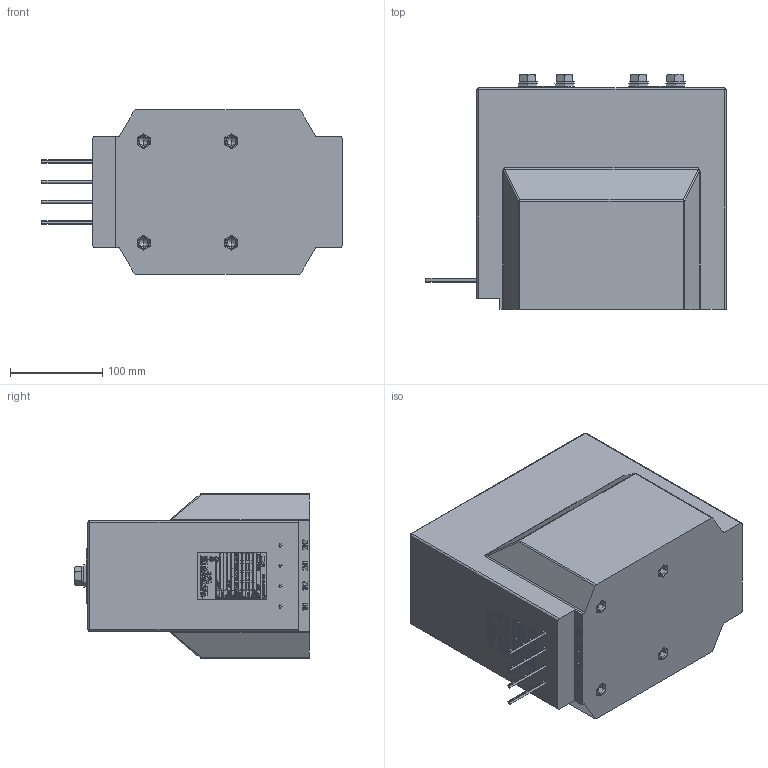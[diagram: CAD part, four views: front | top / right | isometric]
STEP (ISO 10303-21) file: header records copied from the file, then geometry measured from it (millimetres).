
FILE_DESCRIPTION (( 'STEP AP214' ), '1' );
FILE_NAME ('ﾒﾋﾊ-ﾑﾒ-10-14 (5ﾀ-1500ﾀ).STEP', '2023-06-27T06:32:44', ( '' ), ( '' ), 'SwSTEP 2.0', 'SolidWorks 2014', '' );
FILE_SCHEMA (( 'AUTOMOTIVE_DESIGN' ));
Length unit declared in the file: millimetre
Products named in the file (70): ﾘ琺矜 12.01.016 ﾃﾎﾑﾒ11371-70 (DIN125A); hex screw gradec_din; plain washer hardened grade a_din_Washer DIN 125 - A 6.4 - 300HV; ïðîâîä^Êîïèÿ Ñáîðêà3_ÈÁËÒ.671213.019-01 ÒËÊ-ÑÒ-10-7; hex screw gradec_din_ISO 4018 - M6 x 12-NN; 2,5-6-刳-0,3 襞旂 22021-82 蝂麔; Áîëò Ì12õ30.58.019 ÃÎÑÒ7805-70 (DIN933); Íàêîíå÷íèê ñ ïðîâîäîì; .006 侲膰翴籦鴀_; curved spring lock washer_din; curved spring lock washer_din_Spring washer DIN 128 - A6; èçîë ïðîâ^Êîïèÿ Ñáîðêà3_ÈÁËÒ.671213.019-01 ÒËÊ-ÑÒ-10-7; .007 蹴濋趌_-01; ﾘ琺矜 12.65ﾃ.019 ﾃﾎﾑﾒ6402-70 (DIN127B); plain washer hardened grade a_din; Êîìïàóíä ÒËÊ-ÑÒ-10-14_5€-1500€; Êîìïàóíä ÒËÊ-ÑÒ-10-14; ﾒﾋﾊ-ﾑﾒ-10-14 (5ﾀ-1500ﾀ); .007 蹴濋趌; Íàêîíå÷íèê ñ ïðîâîäîì_00; Êîïèÿ Êîïèÿ Ñáîðêà3^Ñáîðêà2; ÂÅÈÓ.754312.182À Òàáëè÷êà òåõíè÷åñêèõ äàííûõ ÒËÊ-ÑÒ_; .006 Ãàéêà ñïåöèàëüíàÿ_; ÂÅÈÓ.754312.182À Òàáëè÷êà òåõíè÷åñêèõ äàííûõ ÒËÊ-ÑÒ__-00; .006 Ãàéêà ñïåöèàëüíàÿ__00
Assembly tree (52 placements, depth 4):
  ﾘ琺矜 12.01.016 ﾃﾎﾑﾒ11371-70 (DIN125A)
  hex screw gradec_din
  ïðîâîä^Êîïèÿ Ñáîðêà3_ÈÁËÒ.671213.019-01 ÒËÊ-ÑÒ-10-7
  ﾘ琺矜 12.01.016 ﾃﾎﾑﾒ11371-70 (DIN125A)
  hex screw gradec_din
Bounding box: 325.2 x 254.55 x 178 mm (x, y, z)
Volume: 9409448.2 mm3; surface area: 365144 mm2
Topology: 48 solids, 52 shells, 3743 faces, 9665 edges, 6330 vertices
Faces by surface type: plane 2111, bspline 1072, cylinder 336, cone 184, torus 32, sphere 8
Entity records: 177803 total; most frequent: CARTESIAN_POINT 73960, ORIENTED_EDGE 17090, DIRECTION 11284, EDGE_CURVE 8545, VECTOR 6030, LINE 6030, VERTEX_POINT 5661, EDGE_LOOP 3562
